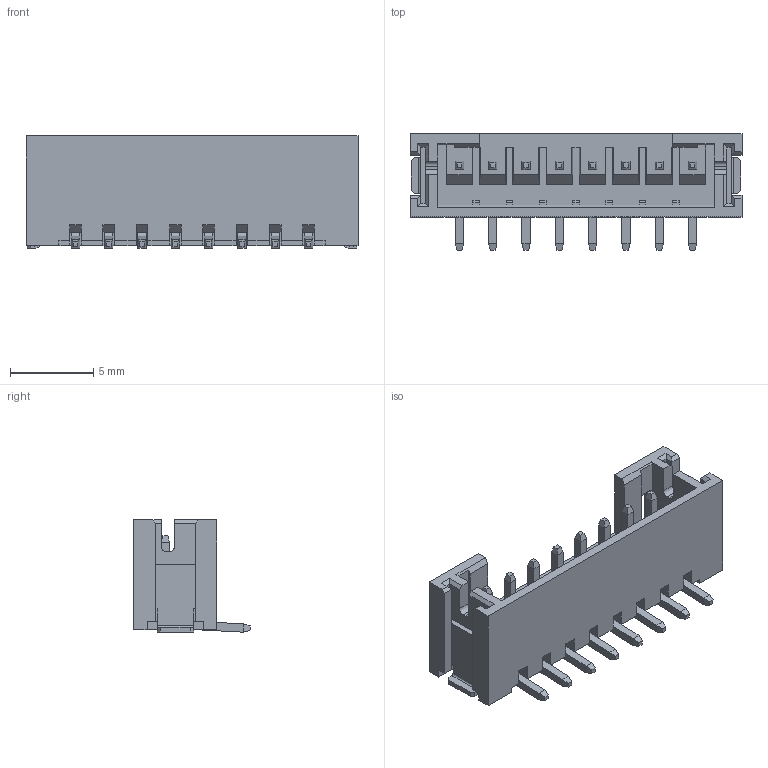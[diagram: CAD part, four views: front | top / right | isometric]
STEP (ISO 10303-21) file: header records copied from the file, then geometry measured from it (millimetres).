
FILE_DESCRIPTION(('FreeCAD Model'),'2;1');
FILE_NAME('Open CASCADE Shape Model','2025-11-30T20:09:51',(''),(''), 'Open CASCADE STEP processor 7.8','FreeCAD','Unknown');
FILE_SCHEMA(('AUTOMOTIVE_DESIGN { 1 0 10303 214 1 1 1 1 }'));
Length unit declared in the file: millimetre
Products named in the file (5): Assembly; B8B-PH-SM4-TBT (LF)(SN); BxB-PH-SM4 body_8; BxB-PH-SM4 tab; BxB-PH-SM4 pin
Assembly tree (12 placements, depth 3):
  Assembly
    B8B-PH-SM4-TBT (LF)(SN)
      BxB-PH-SM4 body_8
      BxB-PH-SM4 tab  x2
      BxB-PH-SM4 pin  x8
Bounding box: 19.95 x 7 x 6.75 mm (x, y, z)
Volume: 305.6 mm3; surface area: 1003.1 mm2
Topology: 11 solids, 11 shells, 464 faces, 1182 edges, 736 vertices
Faces by surface type: plane 440, cylinder 24
Entity records: 9549 total; most frequent: CARTESIAN_POINT 1659, ORIENTED_EDGE 1644, DIRECTION 1440, EDGE_CURVE 822, LINE 806, VECTOR 806, VERTEX_POINT 536, AXIS2_PLACEMENT_3D 317
